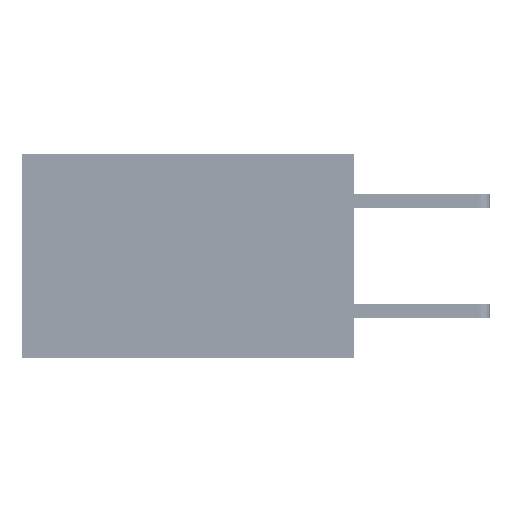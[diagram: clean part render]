
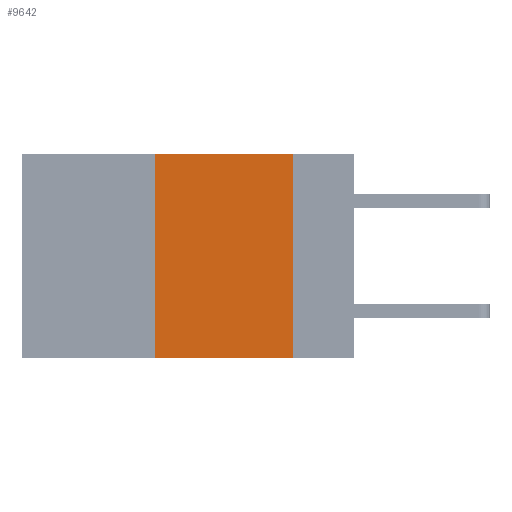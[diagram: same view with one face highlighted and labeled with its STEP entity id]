
A CAD part, left-side view. The second image highlights one B-rep face of the part: STEP entity #9642.
In plain terms, the highlighted planar face has unit normal (-1, 0, 0).
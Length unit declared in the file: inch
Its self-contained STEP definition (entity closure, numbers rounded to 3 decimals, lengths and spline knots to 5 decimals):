
#1724 = VECTOR ( 'NONE', #20896, 39.37008 ) ;
#2176 = CARTESIAN_POINT ( 'NONE',  ( 0., 0.11, 0. ) ) ;
#2393 = VECTOR ( 'NONE', #33658, 39.37008 ) ;
#4908 = FACE_OUTER_BOUND ( 'NONE', #5024, .T. ) ;
#5024 = EDGE_LOOP ( 'NONE', ( #21872, #8400, #5737, #11520 ) ) ;
#5632 = DIRECTION ( 'NONE',  ( 0., 0., -1. ) ) ;
#5737 = ORIENTED_EDGE ( 'NONE', *, *, #33819, .F. ) ;
#7906 = VECTOR ( 'NONE', #14341, 39.37008 ) ;
#8400 = ORIENTED_EDGE ( 'NONE', *, *, #18966, .F. ) ;
#8462 = AXIS2_PLACEMENT_3D ( 'NONE', #44151, #26722, #5632 ) ;
#9373 = CARTESIAN_POINT ( 'NONE',  ( 0., 0.36, 0. ) ) ;
#9642 = ADVANCED_FACE ( 'NONE', ( #4908 ), #23166, .F. ) ;
#10818 = CARTESIAN_POINT ( 'NONE',  ( 0., 0.6, -0.37 ) ) ;
#11520 = ORIENTED_EDGE ( 'NONE', *, *, #17275, .T. ) ;
#13036 = CARTESIAN_POINT ( 'NONE',  ( 0., 0.11, -0.37 ) ) ;
#14341 = DIRECTION ( 'NONE',  ( 0., -1., 0. ) ) ;
#17275 = EDGE_CURVE ( 'NONE', #43712, #44679, #45231, .T. ) ;
#18966 = EDGE_CURVE ( 'NONE', #27718, #37866, #20352, .T. ) ;
#19610 = EDGE_CURVE ( 'NONE', #37866, #44679, #31372, .T. ) ;
#20352 = LINE ( 'NONE', #41807, #1724 ) ;
#20896 = DIRECTION ( 'NONE',  ( 0., -1., 0. ) ) ;
#21872 = ORIENTED_EDGE ( 'NONE', *, *, #19610, .F. ) ;
#21974 = VECTOR ( 'NONE', #31219, 39.37008 ) ;
#23166 = PLANE ( 'NONE',  #8462 ) ;
#26722 = DIRECTION ( 'NONE',  ( 1., 0., 0. ) ) ;
#27680 = CARTESIAN_POINT ( 'NONE',  ( 0., 0.11, 0. ) ) ;
#27718 = VERTEX_POINT ( 'NONE', #9373 ) ;
#30428 = LINE ( 'NONE', #44170, #2393 ) ;
#31219 = DIRECTION ( 'NONE',  ( 0., 0., -1. ) ) ;
#31372 = LINE ( 'NONE', #27680, #21974 ) ;
#33658 = DIRECTION ( 'NONE',  ( 0., 0., 1. ) ) ;
#33819 = EDGE_CURVE ( 'NONE', #43712, #27718, #30428, .T. ) ;
#35316 = CARTESIAN_POINT ( 'NONE',  ( 0., 0.36, -0.37 ) ) ;
#37866 = VERTEX_POINT ( 'NONE', #2176 ) ;
#41807 = CARTESIAN_POINT ( 'NONE',  ( 0., 0.6, 0. ) ) ;
#43712 = VERTEX_POINT ( 'NONE', #35316 ) ;
#44151 = CARTESIAN_POINT ( 'NONE',  ( 0., 0.6, 0. ) ) ;
#44170 = CARTESIAN_POINT ( 'NONE',  ( 0., 0.36, 0. ) ) ;
#44679 = VERTEX_POINT ( 'NONE', #13036 ) ;
#45231 = LINE ( 'NONE', #10818, #7906 ) ;
